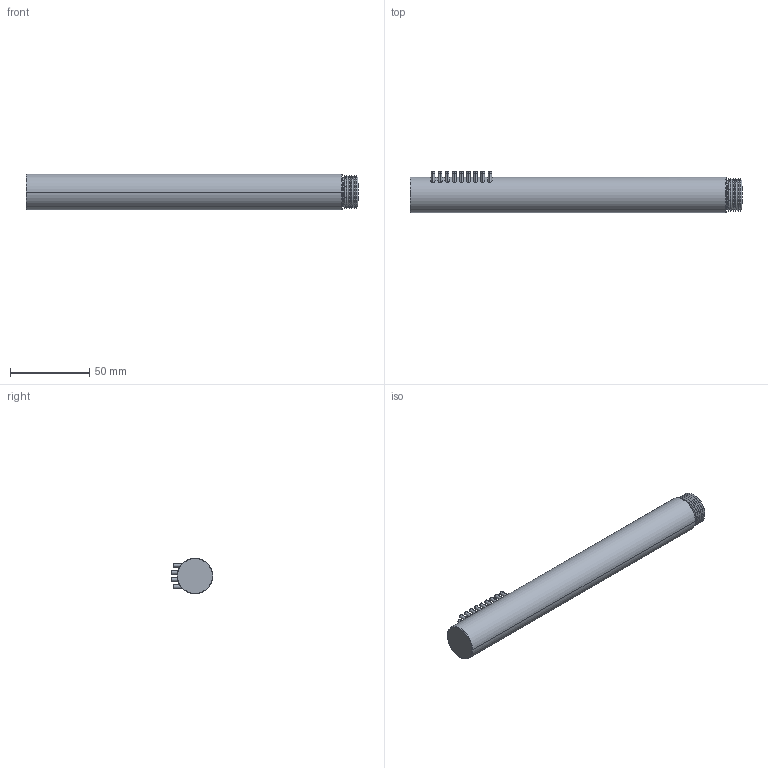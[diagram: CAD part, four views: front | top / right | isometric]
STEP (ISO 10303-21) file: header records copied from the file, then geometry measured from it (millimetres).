
FILE_DESCRIPTION((''),'2;1');
FILE_NAME('DC5055','2020-02-06T12:57:49',('carloff'),(''),'CREO PARAMETRIC BY PTC INC, 2018100','CREO PARAMETRIC BY PTC INC, 2018100','');
FILE_SCHEMA(('CONFIG_CONTROL_DESIGN'));
Length unit declared in the file: millimetre
Products named in the file (1): DC5055
Bounding box: 210 x 26.25 x 22.5 mm (x, y, z)
Volume: 68230.7 mm3; surface area: 29379.6 mm2
Topology: 1 solids, 1 shells, 506 faces, 1036 edges, 632 vertices
Faces by surface type: cylinder 222, torus 148, plane 112, cone 24
Entity records: 14166 total; most frequent: CARTESIAN_POINT 2970, DIRECTION 2670, ORIENTED_EDGE 2072, AXIS2_PLACEMENT_3D 1206, EDGE_CURVE 1036, CIRCLE 700, VERTEX_POINT 632, EDGE_LOOP 614
